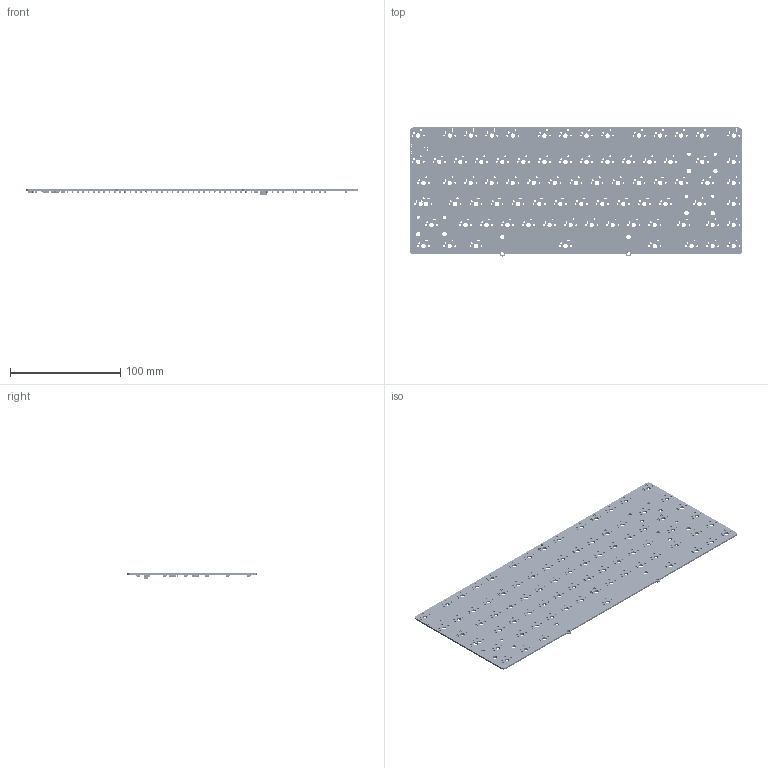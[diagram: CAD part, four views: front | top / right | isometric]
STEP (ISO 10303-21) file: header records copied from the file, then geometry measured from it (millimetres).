
FILE_DESCRIPTION(('KiCad electronic assembly'),'2;1');
FILE_NAME('75%_Nuxros.step','2024-04-18T17:41:46',('Pcbnew'),('Kicad'), 'Open CASCADE STEP processor 7.7','KiCad to STEP converter','Unknown' );
FILE_SCHEMA(('AUTOMOTIVE_DESIGN { 1 0 10303 214 1 1 1 1 }'));
Length unit declared in the file: millimetre
Products named in the file (16): 75%_Nuxros 1; D_SOD-123; D_SOD_123; C_0805_2012Metric; LQFP-48_7x7mm_P0.5mm; LQFP_48_7x7mm_P05mm; SOT-223; SOT_223; SOT-23-6; SOT_23_6; R_0805_2012Metric; SM04B-SRSS-TB; SM04B-SRSS; 75%_Nuxros_PCB
Assembly tree (103 placements, depth 3):
  75%_Nuxros 1
    D_SOD-123  x80
      D_SOD_123
    C_0805_2012Metric  x10
      C_0805_2012Metric
    LQFP-48_7x7mm_P0.5mm
      LQFP_48_7x7mm_P05mm
    SOT-223
      SOT_223
    SOT-23-6
      SOT_23_6
    R_0805_2012Metric
      R_0805_2012Metric
    SM04B-SRSS-TB
      SM04B-SRSS
    75%_Nuxros_PCB
Bounding box: 300.6 x 116.92 x 4.61 mm (x, y, z)
Volume: 52662.3 mm3; surface area: 74343.4 mm2
Topology: 96 solids, 96 shells, 7811 faces, 19353 edges, 11840 vertices
Faces by surface type: plane 3522, bspline 2206, cylinder 2083
Full cylindrical faces by diameter (mm): 0.3 x647, 0.5 x1, 0.75 x5, 1 x4, 1.7 x321, 3.048 x8, 3.988 x8, 4 x80
Entity records: 90112 total; most frequent: CARTESIAN_POINT 16391, DIRECTION 13367, ORIENTED_EDGE 12762, EDGE_CURVE 6381, AXIS2_PLACEMENT_3D 4904, FACE_BOUND 4423, EDGE_LOOP 4423, VERTEX_POINT 4140
